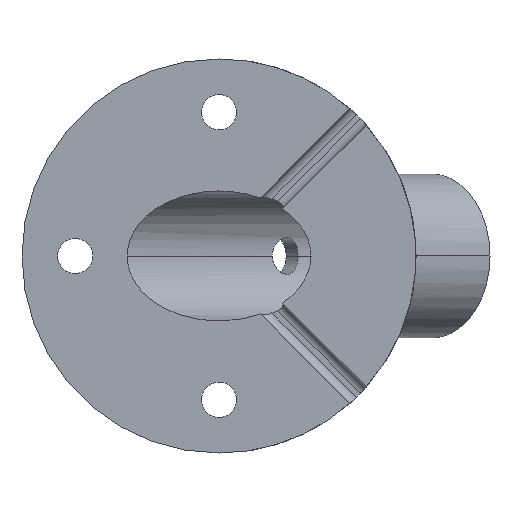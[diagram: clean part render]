
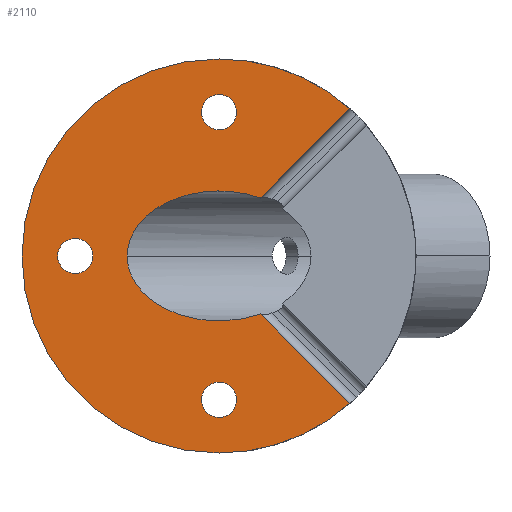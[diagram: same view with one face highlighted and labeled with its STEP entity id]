
A CAD part, front view. The second image highlights one B-rep face of the part: STEP entity #2110.
In plain terms, the highlighted planar face has unit normal (0, -1, 0).
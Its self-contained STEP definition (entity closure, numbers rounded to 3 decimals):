
#38 = CARTESIAN_POINT ( 'NONE',  ( 0., 0., 0. ) ) ;
#66 = DIRECTION ( 'NONE',  ( 0., -1., 0. ) ) ;
#87 = DIRECTION ( 'NONE',  ( 0., 0., -1. ) ) ;
#166 = VERTEX_POINT ( 'NONE', #207 ) ;
#169 = CARTESIAN_POINT ( 'NONE',  ( -28.05, 0., 0. ) ) ;
#170 = VERTEX_POINT ( 'NONE', #210 ) ;
#174 = VERTEX_POINT ( 'NONE', #182 ) ;
#175 = VERTEX_POINT ( 'NONE', #169 ) ;
#182 = CARTESIAN_POINT ( 'NONE',  ( 22.763, 0., -25.591 ) ) ;
#188 = VERTEX_POINT ( 'NONE', #1446 ) ;
#192 = VERTEX_POINT ( 'NONE', #1471 ) ;
#196 = VERTEX_POINT ( 'NONE', #1462 ) ;
#207 = CARTESIAN_POINT ( 'NONE',  ( 0., 0., 21.95 ) ) ;
#210 = CARTESIAN_POINT ( 'NONE',  ( 0., 0., -21.95 ) ) ;
#213 = VERTEX_POINT ( 'NONE', #1442 ) ;
#246 = VERTEX_POINT ( 'NONE', #1397 ) ;
#266 = VERTEX_POINT ( 'NONE', #1454 ) ;
#281 = VERTEX_POINT ( 'NONE', #1474 ) ;
#285 = VERTEX_POINT ( 'NONE', #1484 ) ;
#286 = VERTEX_POINT ( 'NONE', #1483 ) ;
#293 = EDGE_LOOP ( 'NONE', ( #675, #687 ) ) ;
#357 = EDGE_LOOP ( 'NONE', ( #659, #725, #720, #697, #739, #736, #732 ) ) ;
#386 = EDGE_LOOP ( 'NONE', ( #671, #726 ) ) ;
#428 = EDGE_LOOP ( 'NONE', ( #684, #685 ) ) ;
#442 = DIRECTION ( 'NONE',  ( 0., 1., 0. ) ) ;
#444 = DIRECTION ( 'NONE',  ( -1., 0., 0. ) ) ;
#446 = CARTESIAN_POINT ( 'NONE',  ( 7.244, 0., -10.072 ) ) ;
#461 = CARTESIAN_POINT ( 'NONE',  ( -4.628, 0., -14.341 ) ) ;
#465 = PLANE ( 'NONE',  #568 ) ;
#479 = CARTESIAN_POINT ( 'NONE',  ( -15.981, 0., -9.418 ) ) ;
#487 = CARTESIAN_POINT ( 'NONE',  ( -20.153, 0., -15. ) ) ;
#488 = CARTESIAN_POINT ( 'NONE',  ( -15.981, 0., 0. ) ) ;
#504 = AXIS2_PLACEMENT_3D ( 'NONE', #1671, #1651, #1617 ) ;
#567 = FACE_OUTER_BOUND ( 'NONE', #357, .T. ) ;
#568 = AXIS2_PLACEMENT_3D ( 'NONE', #487, #442, #444 ) ;
#570 = FACE_BOUND ( 'NONE', #386, .T. ) ;
#571 = FACE_BOUND ( 'NONE', #293, .T. ) ;
#575 = FACE_BOUND ( 'NONE', #428, .T. ) ;
#598 = AXIS2_PLACEMENT_3D ( 'NONE', #1620, #1678, #1672 ) ;
#620 = AXIS2_PLACEMENT_3D ( 'NONE', #2396, #2397, #2398 ) ;
#649 = AXIS2_PLACEMENT_3D ( 'NONE', #1613, #1641, #1639 ) ;
#659 = ORIENTED_EDGE ( 'NONE', *, *, #2074, .T. ) ;
#671 = ORIENTED_EDGE ( 'NONE', *, *, #1815, .F. ) ;
#675 = ORIENTED_EDGE ( 'NONE', *, *, #1790, .T. ) ;
#684 = ORIENTED_EDGE ( 'NONE', *, *, #2157, .T. ) ;
#685 = ORIENTED_EDGE ( 'NONE', *, *, #1792, .T. ) ;
#687 = ORIENTED_EDGE ( 'NONE', *, *, #2083, .T. ) ;
#697 = ORIENTED_EDGE ( 'NONE', *, *, #1794, .F. ) ;
#720 = ORIENTED_EDGE ( 'NONE', *, *, #2047, .T. ) ;
#725 = ORIENTED_EDGE ( 'NONE', *, *, #1813, .T. ) ;
#726 = ORIENTED_EDGE ( 'NONE', *, *, #2075, .F. ) ;
#732 = ORIENTED_EDGE ( 'NONE', *, *, #1810, .F. ) ;
#736 = ORIENTED_EDGE ( 'NONE', *, *, #1811, .T. ) ;
#739 = ORIENTED_EDGE ( 'NONE', *, *, #2108, .T. ) ;
#745 =( BOUNDED_CURVE ( )  B_SPLINE_CURVE ( 3, ( #1865, #1851, #1854, #1853 ),
 .UNSPECIFIED., .F., .F. ) 
 B_SPLINE_CURVE_WITH_KNOTS ( ( 4, 4 ),
 ( 3.142, 5.183 ),
 .UNSPECIFIED. ) 
 CURVE ( )  GEOMETRIC_REPRESENTATION_ITEM ( )  RATIONAL_B_SPLINE_CURVE ( ( 1., 0.682, 0.682, 1. ) ) 
 REPRESENTATION_ITEM ( '' )  );
#760 =( BOUNDED_CURVE ( )  B_SPLINE_CURVE ( 3, ( #446, #461, #479, #488 ),
 .UNSPECIFIED., .F., .F. ) 
 B_SPLINE_CURVE_WITH_KNOTS ( ( 4, 4 ),
 ( 1.1, 3.142 ),
 .UNSPECIFIED. ) 
 CURVE ( )  GEOMETRIC_REPRESENTATION_ITEM ( )  RATIONAL_B_SPLINE_CURVE ( ( 1., 0.682, 0.682, 1. ) ) 
 REPRESENTATION_ITEM ( '' )  );
#1272 = DIRECTION ( 'NONE',  ( 0., 1., 0. ) ) ;
#1281 = DIRECTION ( 'NONE',  ( 0.707, 0., -0.707 ) ) ;
#1285 = CARTESIAN_POINT ( 'NONE',  ( 22.763, 0., -25.591 ) ) ;
#1290 = DIRECTION ( 'NONE',  ( -1., 0., 0. ) ) ;
#1299 = CARTESIAN_POINT ( 'NONE',  ( 0., 0., -25. ) ) ;
#1315 = LINE ( 'NONE', #1285, #1536 ) ;
#1317 = DIRECTION ( 'NONE',  ( 0., 0., 1. ) ) ;
#1326 = DIRECTION ( 'NONE',  ( 0., 1., 0. ) ) ;
#1379 = AXIS2_PLACEMENT_3D ( 'NONE', #1299, #1326, #1317 ) ;
#1381 = AXIS2_PLACEMENT_3D ( 'NONE', #1495, #1272, #1290 ) ;
#1397 = CARTESIAN_POINT ( 'NONE',  ( 0., 0., -28.05 ) ) ;
#1442 = CARTESIAN_POINT ( 'NONE',  ( 22.763, 0., 25.591 ) ) ;
#1446 = CARTESIAN_POINT ( 'NONE',  ( 0., 0., 34.25 ) ) ;
#1454 = CARTESIAN_POINT ( 'NONE',  ( -15.981, 0., 0. ) ) ;
#1462 = CARTESIAN_POINT ( 'NONE',  ( 7.244, 0., 10.072 ) ) ;
#1471 = CARTESIAN_POINT ( 'NONE',  ( -21.95, 0., 0. ) ) ;
#1474 = CARTESIAN_POINT ( 'NONE',  ( 7.244, 0., -10.072 ) ) ;
#1483 = CARTESIAN_POINT ( 'NONE',  ( 0., 0., 28.05 ) ) ;
#1484 = CARTESIAN_POINT ( 'NONE',  ( 0., 0., -34.25 ) ) ;
#1495 = CARTESIAN_POINT ( 'NONE',  ( -25., 0., 0. ) ) ;
#1509 = AXIS2_PLACEMENT_3D ( 'NONE', #1888, #1904, #1897 ) ;
#1511 = AXIS2_PLACEMENT_3D ( 'NONE', #1857, #1859, #1858 ) ;
#1521 = AXIS2_PLACEMENT_3D ( 'NONE', #38, #66, #87 ) ;
#1536 = VECTOR ( 'NONE', #1281, 1000. ) ;
#1552 = VECTOR ( 'NONE', #1870, 1000. ) ;
#1613 = CARTESIAN_POINT ( 'NONE',  ( 0., 0., 0. ) ) ;
#1617 = DIRECTION ( 'NONE',  ( -1., 0., 0. ) ) ;
#1620 = CARTESIAN_POINT ( 'NONE',  ( 0., 0., 25. ) ) ;
#1639 = DIRECTION ( 'NONE',  ( 0., 0., -1. ) ) ;
#1641 = DIRECTION ( 'NONE',  ( 0., -1., 0. ) ) ;
#1651 = DIRECTION ( 'NONE',  ( 0., 1., 0. ) ) ;
#1671 = CARTESIAN_POINT ( 'NONE',  ( -25., 0., 0. ) ) ;
#1672 = DIRECTION ( 'NONE',  ( 0., 0., -1. ) ) ;
#1678 = DIRECTION ( 'NONE',  ( 0., -1., 0. ) ) ;
#1790 = EDGE_CURVE ( 'NONE', #175, #192, #2173, .T. ) ;
#1792 = EDGE_CURVE ( 'NONE', #246, #170, #2187, .T. ) ;
#1794 = EDGE_CURVE ( 'NONE', #281, #174, #1315, .T. ) ;
#1810 = EDGE_CURVE ( 'NONE', #213, #196, #1860, .T. ) ;
#1811 = EDGE_CURVE ( 'NONE', #266, #196, #745, .T. ) ;
#1813 = EDGE_CURVE ( 'NONE', #188, #285, #2006, .T. ) ;
#1815 = EDGE_CURVE ( 'NONE', #166, #286, #2009, .T. ) ;
#1851 = CARTESIAN_POINT ( 'NONE',  ( -15.981, 0., 9.418 ) ) ;
#1853 = CARTESIAN_POINT ( 'NONE',  ( 7.244, 0., 10.072 ) ) ;
#1854 = CARTESIAN_POINT ( 'NONE',  ( -4.628, 0., 14.341 ) ) ;
#1857 = CARTESIAN_POINT ( 'NONE',  ( 0., 0., 0. ) ) ;
#1858 = DIRECTION ( 'NONE',  ( 0., 0., -1. ) ) ;
#1859 = DIRECTION ( 'NONE',  ( 0., -1., 0. ) ) ;
#1860 = LINE ( 'NONE', #1866, #1552 ) ;
#1865 = CARTESIAN_POINT ( 'NONE',  ( -15.981, 0., 0. ) ) ;
#1866 = CARTESIAN_POINT ( 'NONE',  ( 22.763, 0., 25.591 ) ) ;
#1870 = DIRECTION ( 'NONE',  ( -0.707, 0., -0.707 ) ) ;
#1888 = CARTESIAN_POINT ( 'NONE',  ( 0., 0., 25. ) ) ;
#1897 = DIRECTION ( 'NONE',  ( 0., 0., -1. ) ) ;
#1904 = DIRECTION ( 'NONE',  ( 0., -1., 0. ) ) ;
#2006 = CIRCLE ( 'NONE', #1511, 34.25 ) ;
#2008 = CIRCLE ( 'NONE', #1521, 34.25 ) ;
#2009 = CIRCLE ( 'NONE', #1509, 3.05 ) ;
#2019 = CIRCLE ( 'NONE', #649, 34.25 ) ;
#2020 = CIRCLE ( 'NONE', #598, 3.05 ) ;
#2022 = CIRCLE ( 'NONE', #504, 3.05 ) ;
#2047 = EDGE_CURVE ( 'NONE', #285, #174, #2008, .T. ) ;
#2074 = EDGE_CURVE ( 'NONE', #213, #188, #2019, .T. ) ;
#2075 = EDGE_CURVE ( 'NONE', #286, #166, #2020, .T. ) ;
#2083 = EDGE_CURVE ( 'NONE', #192, #175, #2022, .T. ) ;
#2108 = EDGE_CURVE ( 'NONE', #281, #266, #760, .T. ) ;
#2110 = ADVANCED_FACE ( 'NONE', ( #575, #570, #571, #567 ), #465, .F. ) ;
#2157 = EDGE_CURVE ( 'NONE', #170, #246, #2181, .T. ) ;
#2173 = CIRCLE ( 'NONE', #1381, 3.05 ) ;
#2181 = CIRCLE ( 'NONE', #620, 3.05 ) ;
#2187 = CIRCLE ( 'NONE', #1379, 3.05 ) ;
#2396 = CARTESIAN_POINT ( 'NONE',  ( 0., 0., -25. ) ) ;
#2397 = DIRECTION ( 'NONE',  ( 0., 1., 0. ) ) ;
#2398 = DIRECTION ( 'NONE',  ( 0., 0., 1. ) ) ;
